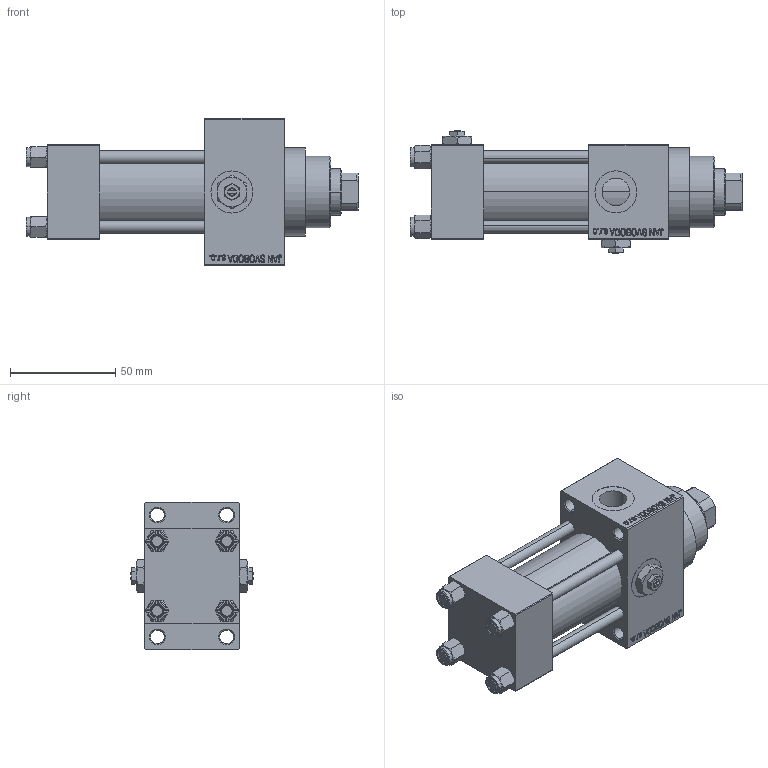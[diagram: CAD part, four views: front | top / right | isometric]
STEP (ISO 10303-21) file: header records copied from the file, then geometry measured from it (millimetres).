
FILE_DESCRIPTION (( 'STEP AP203' ), '1' );
FILE_NAME ('38f5.STEP', '2024-11-21T10:29:06', ( '' ), ( '' ), 'SwSTEP 2.0', 'SolidWorks 2019', '' );
FILE_SCHEMA (( 'CONFIG_CONTROL_DESIGN' ));
Length unit declared in the file: millimetre
Products named in the file (7): V215CR_D_TYCINKA 92fdefd36060be0d03c829b5a8aeb91e; V215CR_D_Body 92fdefd36060be0d03c829b5a8aeb91e; Zatka_pro_OIL_PORT 92fdefd36060be0d03c829b5a8aeb91e; V215_VC_A 92fdefd36060be0d03c829b5a8aeb91e; 38f5; V215CR_VCP_D 92fdefd36060be0d03c829b5a8aeb91e; NUT_M5_D 92fdefd36060be0d03c829b5a8aeb91e
Assembly tree (13 placements, depth 2):
  38f5
    V215CR_D_Body 92fdefd36060be0d03c829b5a8aeb91e
    V215CR_VCP_D 92fdefd36060be0d03c829b5a8aeb91e
    NUT_M5_D 92fdefd36060be0d03c829b5a8aeb91e  x4
    V215CR_D_TYCINKA 92fdefd36060be0d03c829b5a8aeb91e  x4
    V215_VC_A 92fdefd36060be0d03c829b5a8aeb91e
    Zatka_pro_OIL_PORT 92fdefd36060be0d03c829b5a8aeb91e  x2
Bounding box: 158 x 59 x 70 mm (x, y, z)
Volume: 243658.4 mm3; surface area: 81169.5 mm2
Topology: 13 solids, 13 shells, 1192 faces, 2949 edges, 1899 vertices
Faces by surface type: plane 541, bspline 368, cone 182, cylinder 93, torus 8
Entity records: 48840 total; most frequent: CARTESIAN_POINT 25595, ORIENTED_EDGE 5198, DIRECTION 3379, EDGE_CURVE 2599, VERTEX_POINT 1697, LINE 1541, VECTOR 1541, EDGE_LOOP 1166
